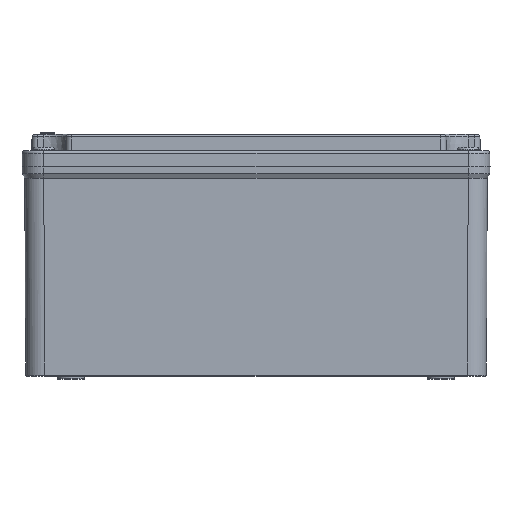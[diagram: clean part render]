
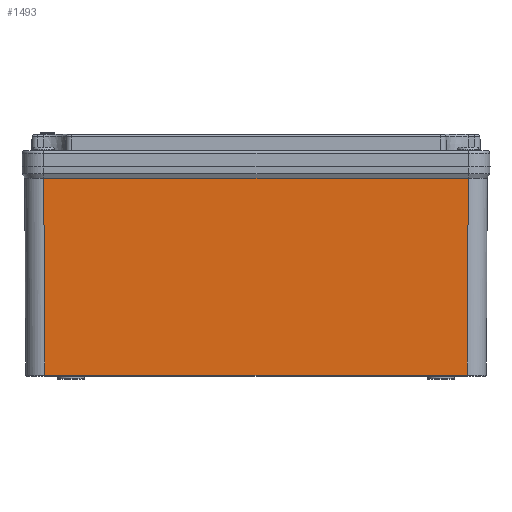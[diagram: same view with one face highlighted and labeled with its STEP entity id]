
A CAD part, left-side view. The second image highlights one B-rep face of the part: STEP entity #1493.
In plain terms, the highlighted planar face has unit normal (-1, 0, -0.004).
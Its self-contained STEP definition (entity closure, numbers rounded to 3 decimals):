
#693=PLANE('',#13474);
#1493=ADVANCED_FACE('',(#2574),#693,.T.);
#2574=FACE_OUTER_BOUND('',#3383,.T.);
#3383=EDGE_LOOP('',(#5599,#5600,#5601,#5602));
#5599=ORIENTED_EDGE('',*,*,#9579,.F.);
#5600=ORIENTED_EDGE('',*,*,#9580,.F.);
#5601=ORIENTED_EDGE('',*,*,#9581,.F.);
#5602=ORIENTED_EDGE('',*,*,#9582,.T.);
#8218=VERTEX_POINT('',#21027);
#8219=VERTEX_POINT('',#21028);
#8220=VERTEX_POINT('',#21030);
#8221=VERTEX_POINT('',#21032);
#9579=EDGE_CURVE('',#8218,#8219,#10962,.T.);
#9580=EDGE_CURVE('',#8220,#8218,#10963,.T.);
#9581=EDGE_CURVE('',#8221,#8220,#10964,.T.);
#9582=EDGE_CURVE('',#8221,#8219,#10965,.T.);
#10962=LINE('',#21026,#11716);
#10963=LINE('',#21029,#11717);
#10964=LINE('',#21031,#11718);
#10965=LINE('',#21033,#11719);
#11716=VECTOR('',#15894,1.);
#11717=VECTOR('',#15895,1.);
#11718=VECTOR('',#15896,1.);
#11719=VECTOR('',#15897,1.);
#13474=AXIS2_PLACEMENT_3D('',#21034,#15898,#15899);
#15894=DIRECTION('',(0.,-1.,0.));
#15895=DIRECTION('',(-0.004,0.004,1.));
#15896=DIRECTION('',(0.,1.,0.));
#15897=DIRECTION('',(-0.004,-0.004,1.));
#15898=DIRECTION('',(-1.,0.,-0.004));
#15899=DIRECTION('',(0.004,0.,-1.));
#21026=CARTESIAN_POINT('',(-139.982,-50.,72.812));
#21027=CARTESIAN_POINT('',(-139.982,42.991,72.812));
#21028=CARTESIAN_POINT('',(-139.982,-112.991,72.812));
#21029=CARTESIAN_POINT('',(-139.998,42.998,76.594));
#21030=CARTESIAN_POINT('',(-139.666,42.666,0.498));
#21031=CARTESIAN_POINT('',(-139.666,-50.,0.498));
#21032=CARTESIAN_POINT('',(-139.666,-112.666,0.498));
#21033=CARTESIAN_POINT('',(-139.998,-112.998,76.594));
#21034=CARTESIAN_POINT('',(-140.,-50.,77.));
